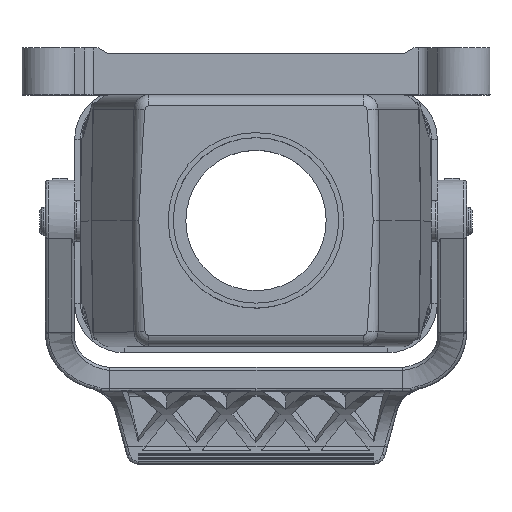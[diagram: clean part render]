
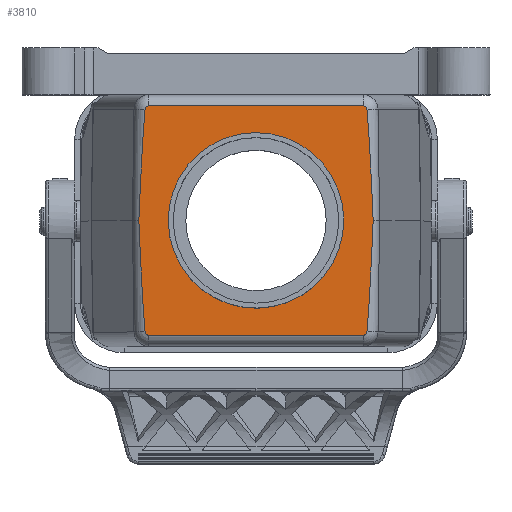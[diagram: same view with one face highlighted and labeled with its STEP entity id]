
A CAD part, top view. The second image highlights one B-rep face of the part: STEP entity #3810.
In plain terms, the highlighted planar face has unit normal (0, 0, 1).
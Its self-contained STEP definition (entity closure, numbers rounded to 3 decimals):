
#2659=FACE_BOUND('',#6024,.T.);
#2660=FACE_BOUND('',#6025,.T.);
#3033=ELLIPSE('',#18821,143.262,2.5);
#3036=ELLIPSE('',#18829,143.262,2.5);
#3037=ELLIPSE('',#18838,143.262,2.5);
#3039=ELLIPSE('',#18843,143.262,2.5);
#3810=ADVANCED_FACE('',(#2659,#2660),#4509,.F.);
#4509=PLANE('',#19340);
#6024=EDGE_LOOP('',(#9221));
#6025=EDGE_LOOP('',(#9222,#9223,#9224,#9225,#9226,#9227,#9228,#9229,#9230,
#9231));
#6760=CIRCLE('',#18815,0.579);
#6768=CIRCLE('',#18832,0.579);
#6770=CIRCLE('',#18835,0.579);
#6774=CIRCLE('',#18846,0.579);
#6950=CIRCLE('',#19339,15.);
#9221=ORIENTED_EDGE('',*,*,#14209,.T.);
#9222=ORIENTED_EDGE('',*,*,#13575,.T.);
#9223=ORIENTED_EDGE('',*,*,#13580,.T.);
#9224=ORIENTED_EDGE('',*,*,#13590,.T.);
#9225=ORIENTED_EDGE('',*,*,#13594,.T.);
#9226=ORIENTED_EDGE('',*,*,#13598,.T.);
#9227=ORIENTED_EDGE('',*,*,#13602,.T.);
#9228=ORIENTED_EDGE('',*,*,#13600,.T.);
#9229=ORIENTED_EDGE('',*,*,#13596,.T.);
#9230=ORIENTED_EDGE('',*,*,#13592,.T.);
#9231=ORIENTED_EDGE('',*,*,#13582,.T.);
#12107=VERTEX_POINT('',#27723);
#12108=VERTEX_POINT('',#27724);
#12110=VERTEX_POINT('',#27748);
#12111=VERTEX_POINT('',#27752);
#12115=VERTEX_POINT('',#27787);
#12116=VERTEX_POINT('',#27791);
#12117=VERTEX_POINT('',#27795);
#12118=VERTEX_POINT('',#27799);
#12119=VERTEX_POINT('',#27803);
#12120=VERTEX_POINT('',#27807);
#12435=VERTEX_POINT('',#31103);
#13575=EDGE_CURVE('',#12107,#12108,#6760,.T.);
#13580=EDGE_CURVE('',#12108,#12110,#3033,.T.);
#13582=EDGE_CURVE('',#12111,#12107,#15643,.T.);
#13590=EDGE_CURVE('',#12110,#12115,#3036,.T.);
#13592=EDGE_CURVE('',#12116,#12111,#6768,.T.);
#13594=EDGE_CURVE('',#12115,#12117,#6770,.T.);
#13596=EDGE_CURVE('',#12118,#12116,#3037,.T.);
#13598=EDGE_CURVE('',#12117,#12119,#15647,.T.);
#13600=EDGE_CURVE('',#12120,#12118,#3039,.T.);
#13602=EDGE_CURVE('',#12119,#12120,#6774,.T.);
#14209=EDGE_CURVE('',#12435,#12435,#6950,.T.);
#15643=LINE('',#27751,#16761);
#15647=LINE('',#27802,#16765);
#16761=VECTOR('',#20655,1.);
#16765=VECTOR('',#20693,1.);
#18815=AXIS2_PLACEMENT_3D('',#27722,#20637,#20638);
#18821=AXIS2_PLACEMENT_3D('',#27747,#20649,#20650);
#18829=AXIS2_PLACEMENT_3D('',#27786,#20669,#20670);
#18832=AXIS2_PLACEMENT_3D('',#27790,#20675,#20676);
#18835=AXIS2_PLACEMENT_3D('',#27794,#20681,#20682);
#18838=AXIS2_PLACEMENT_3D('',#27798,#20687,#20688);
#18843=AXIS2_PLACEMENT_3D('',#27806,#20698,#20699);
#18846=AXIS2_PLACEMENT_3D('',#27810,#20704,#20705);
#19339=AXIS2_PLACEMENT_3D('',#31102,#21988,#21989);
#19340=AXIS2_PLACEMENT_3D('',#31104,#21990,#21991);
#20637=DIRECTION('',(0.,0.,1.));
#20638=DIRECTION('',(-1.,0.,0.));
#20649=DIRECTION('',(0.,0.,1.));
#20650=DIRECTION('',(-0.015,-1.,0.));
#20655=DIRECTION('',(-1.,0.,0.));
#20669=DIRECTION('',(0.,0.,1.));
#20670=DIRECTION('',(0.015,-1.,0.));
#20675=DIRECTION('',(0.,0.,1.));
#20676=DIRECTION('',(-1.,0.,0.));
#20681=DIRECTION('',(0.,0.,1.));
#20682=DIRECTION('',(-1.,0.,0.));
#20687=DIRECTION('',(0.,0.,1.));
#20688=DIRECTION('',(0.015,-1.,0.));
#20693=DIRECTION('',(1.,0.,0.));
#20698=DIRECTION('',(0.,0.,1.));
#20699=DIRECTION('',(-0.015,-1.,0.));
#20704=DIRECTION('',(0.,0.,1.));
#20705=DIRECTION('',(-1.,0.,0.));
#21988=DIRECTION('',(0.,0.,-1.));
#21989=DIRECTION('',(0.015,-1.,0.));
#21990=DIRECTION('',(0.,0.,-1.));
#21991=DIRECTION('',(-1.,0.,0.));
#27722=CARTESIAN_POINT('',(-18.394,19.,62.45));
#27723=CARTESIAN_POINT('',(-18.394,19.579,62.45));
#27724=CARTESIAN_POINT('',(-18.971,19.051,62.45));
#27747=CARTESIAN_POINT('',(-20.434,-120.331,62.45));
#27748=CARTESIAN_POINT('',(-20.029,0.,62.45));
#27751=CARTESIAN_POINT('',(-23.214,19.579,62.45));
#27752=CARTESIAN_POINT('',(18.394,19.579,62.45));
#27786=CARTESIAN_POINT('',(-20.434,120.331,62.45));
#27787=CARTESIAN_POINT('',(-18.971,-19.051,62.45));
#27790=CARTESIAN_POINT('',(18.394,19.,62.45));
#27791=CARTESIAN_POINT('',(18.971,19.051,62.45));
#27794=CARTESIAN_POINT('',(-18.394,-19.,62.45));
#27795=CARTESIAN_POINT('',(-18.394,-19.579,62.45));
#27798=CARTESIAN_POINT('',(20.434,-120.331,62.45));
#27799=CARTESIAN_POINT('',(20.029,0.,62.45));
#27802=CARTESIAN_POINT('',(-20.77,-19.579,62.45));
#27803=CARTESIAN_POINT('',(18.394,-19.579,62.45));
#27806=CARTESIAN_POINT('',(20.434,120.331,62.45));
#27807=CARTESIAN_POINT('',(18.971,-19.051,62.45));
#27810=CARTESIAN_POINT('',(18.394,-19.,62.45));
#31102=CARTESIAN_POINT('',(0.,0.,62.45));
#31103=CARTESIAN_POINT('',(0.23,-14.998,62.45));
#31104=CARTESIAN_POINT('',(50.,30.,62.45));
